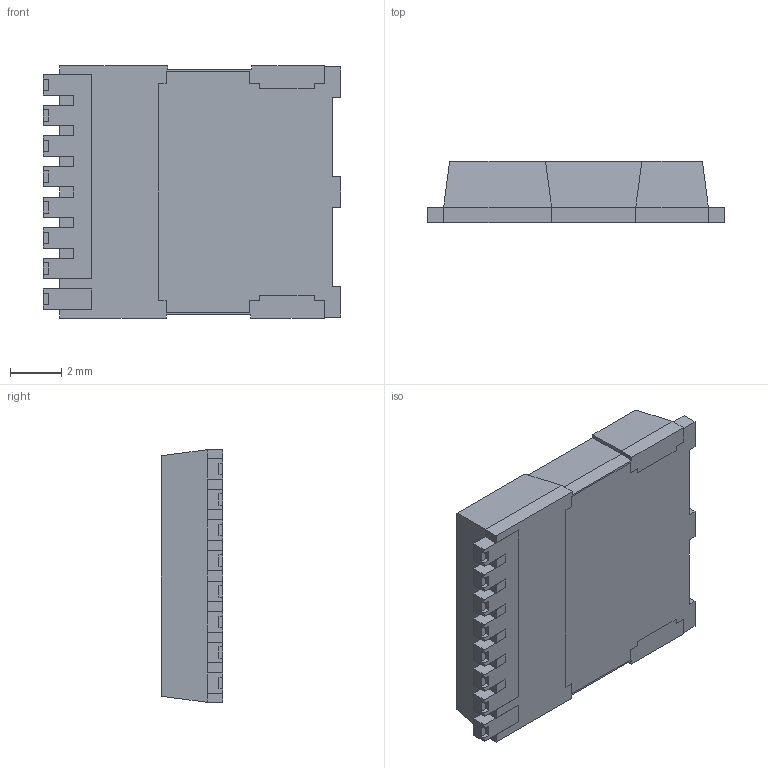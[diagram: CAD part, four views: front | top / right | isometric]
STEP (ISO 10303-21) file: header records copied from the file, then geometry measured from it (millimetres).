
FILE_DESCRIPTION (( 'STEP AP214' ), '1' );
FILE_NAME ('IPLU300N04S4R8XTMA1.STEP', '2023-03-23T02:13:00', ( '' ), ( '' ), 'SwSTEP 2.0', 'SolidWorks 2021', '' );
FILE_SCHEMA (( 'AUTOMOTIVE_DESIGN' ));
Length unit declared in the file: millimetre
Products named in the file (1): IPLU300N04S4R8XTMA1
Bounding box: 11.68 x 2.4 x 9.9 mm (x, y, z)
Volume: 239.8 mm3; surface area: 510.3 mm2
Topology: 4 solids, 4 shells, 192 faces, 519 edges, 336 vertices
Faces by surface type: plane 190, cylinder 2
Entity records: 5928 total; most frequent: CARTESIAN_POINT 1048, ORIENTED_EDGE 1038, DIRECTION 909, EDGE_CURVE 519, VECTOR 515, LINE 515, VERTEX_POINT 336, AXIS2_PLACEMENT_3D 197
